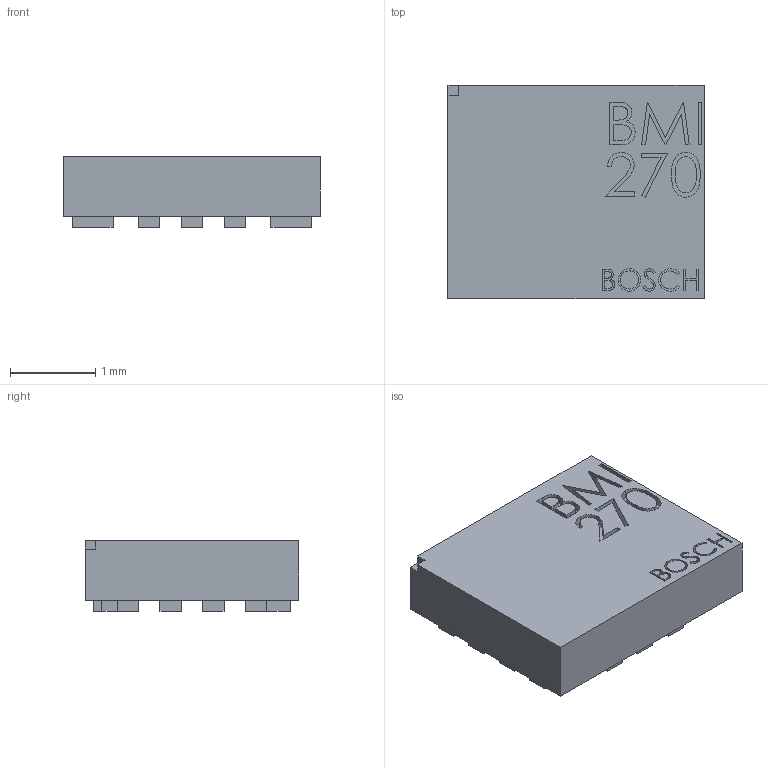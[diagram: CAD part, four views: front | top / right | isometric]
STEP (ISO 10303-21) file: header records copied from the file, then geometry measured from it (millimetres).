
FILE_DESCRIPTION(('FreeCAD Model'),'2;1');
FILE_NAME('Open CASCADE Shape Model','2025-02-18T08:55:37',(''),(''), 'Open CASCADE STEP processor 7.8','FreeCAD','Unknown');
FILE_SCHEMA(('AUTOMOTIVE_DESIGN { 1 0 10303 214 1 1 1 1 }'));
Length unit declared in the file: millimetre
Products named in the file (1): BMI270
Bounding box: 3 x 2.5 x 0.83 mm (x, y, z)
Volume: 5.4 mm3; surface area: 27.5 mm2
Topology: 1 solids, 1 shells, 229 faces, 585 edges, 390 vertices
Faces by surface type: plane 164, bspline 65
Entity records: 12317 total; most frequent: CARTESIAN_POINT 5582, ORIENTED_EDGE 1170, DIRECTION 785, EDGE_CURVE 585, LINE 455, VECTOR 455, VERTEX_POINT 390, FACE_BOUND 261
